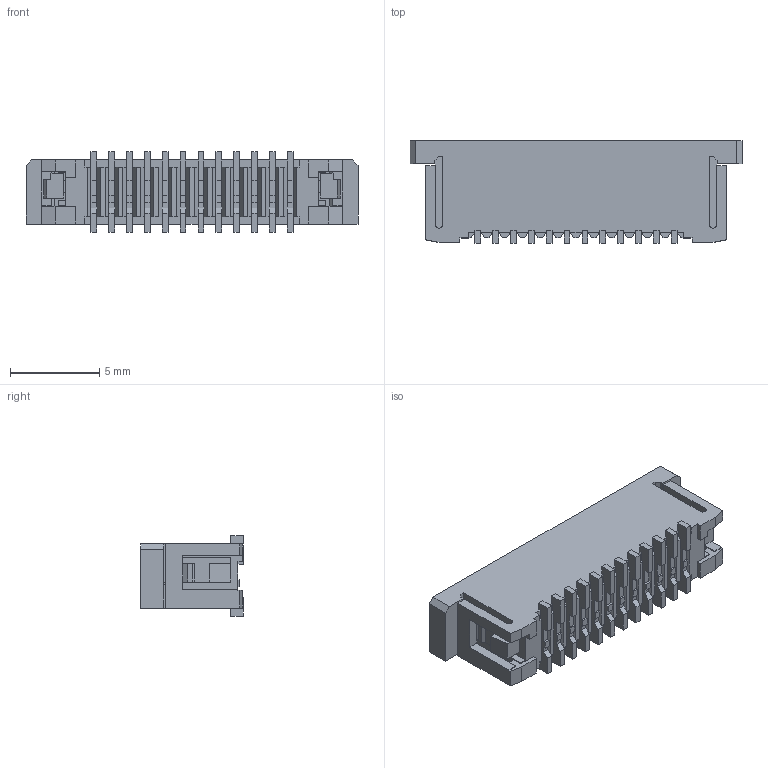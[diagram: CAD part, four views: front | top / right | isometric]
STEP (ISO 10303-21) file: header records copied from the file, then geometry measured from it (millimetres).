
FILE_DESCRIPTION((''),'2;1');
FILE_NAME('526101233','2019-06-21T',('gga'),(''),'PRO/ENGINEER BY PARAMETRIC TECHNOLOGY CORPORATION, 2016010','PRO/ENGINEER BY PARAMETRIC TECHNOLOGY CORPORATION, 2016010','');
FILE_SCHEMA(('CONFIG_CONTROL_DESIGN'));
Length unit declared in the file: millimetre
Products named in the file (1): 526101233
Bounding box: 18.6 x 5.75 x 4.5 mm (x, y, z)
Volume: 293.3 mm3; surface area: 732.5 mm2
Topology: 1 solids, 1 shells, 508 faces, 1621 edges, 1102 vertices
Faces by surface type: plane 479, cylinder 29
Entity records: 17516 total; most frequent: CARTESIAN_POINT 3148, ORIENTED_EDGE 3050, DIRECTION 2693, VECTOR 1563, LINE 1563, EDGE_CURVE 1525, VERTEX_POINT 1006, AXIS2_PLACEMENT_3D 565
